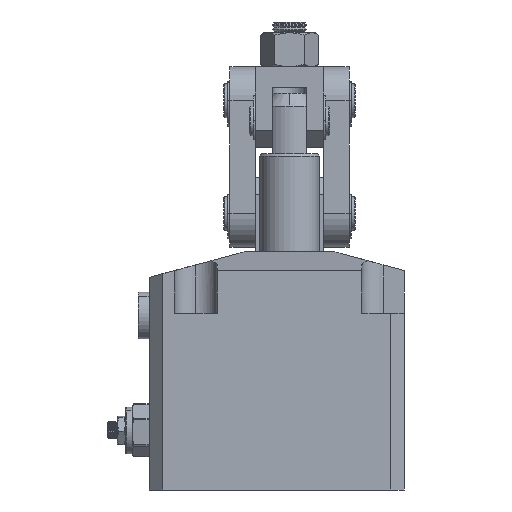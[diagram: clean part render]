
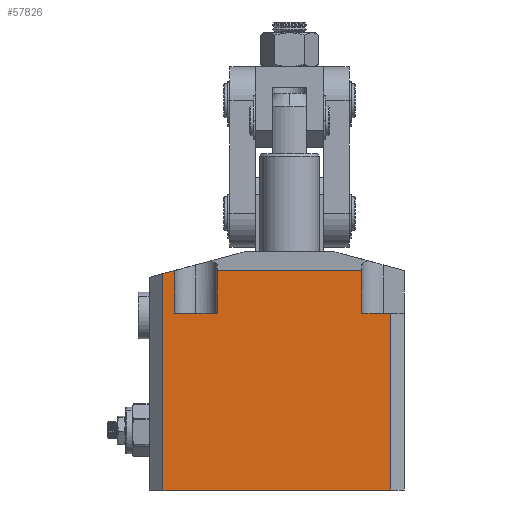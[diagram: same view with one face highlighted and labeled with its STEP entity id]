
A CAD part, left-side view. The second image highlights one B-rep face of the part: STEP entity #57826.
In plain terms, the highlighted face is planar.
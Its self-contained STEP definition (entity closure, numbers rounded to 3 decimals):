
#944 = EDGE_CURVE ( 'NONE', #7368, #8431, #53697, .T. ) ;
#2007 = ORIENTED_EDGE ( 'NONE', *, *, #10411, .T. ) ;
#2728 = CARTESIAN_POINT ( 'NONE',  ( 53.5, -112., -54. ) ) ;
#3236 = VECTOR ( 'NONE', #47209, 1000. ) ;
#3347 = CARTESIAN_POINT ( 'NONE',  ( 28., -8.842, -54. ) ) ;
#3438 = LINE ( 'NONE', #13211, #3236 ) ;
#3649 = LINE ( 'NONE', #57938, #3812 ) ;
#3757 = ORIENTED_EDGE ( 'NONE', *, *, #19408, .T. ) ;
#3812 = VECTOR ( 'NONE', #66942, 1000. ) ;
#4994 = CARTESIAN_POINT ( 'NONE',  ( -40., -29., -54. ) ) ;
#6895 = CARTESIAN_POINT ( 'NONE',  ( 0., -112., -54. ) ) ;
#7368 = VERTEX_POINT ( 'NONE', #22424 ) ;
#8157 = VERTEX_POINT ( 'NONE', #27792 ) ;
#8226 = VERTEX_POINT ( 'NONE', #26819 ) ;
#8431 = VERTEX_POINT ( 'NONE', #23054 ) ;
#8724 = VERTEX_POINT ( 'NONE', #16711 ) ;
#8740 = DIRECTION ( 'NONE',  ( 0.966, -0.259, 0. ) ) ;
#9143 = CARTESIAN_POINT ( 'NONE',  ( 48., -8.842, -54. ) ) ;
#9320 = CARTESIAN_POINT ( 'NONE',  ( 28., -112., -54. ) ) ;
#9753 = DIRECTION ( 'NONE',  ( 0., 1., 0. ) ) ;
#10367 = CARTESIAN_POINT ( 'NONE',  ( -53.5, -29., -54. ) ) ;
#10411 = EDGE_CURVE ( 'NONE', #8724, #71792, #19445, .T. ) ;
#11338 = VERTEX_POINT ( 'NONE', #4994 ) ;
#11592 = DIRECTION ( 'NONE',  ( 1., 0., 0. ) ) ;
#13211 = CARTESIAN_POINT ( 'NONE',  ( -53.5, -29., -54. ) ) ;
#14935 = EDGE_CURVE ( 'NONE', #20008, #8157, #3649, .T. ) ;
#15410 = VERTEX_POINT ( 'NONE', #36668 ) ;
#16711 = CARTESIAN_POINT ( 'NONE',  ( -40., -8.842, -54. ) ) ;
#18271 = DIRECTION ( 'NONE',  ( 1., 0., 0. ) ) ;
#19388 = VECTOR ( 'NONE', #32422, 1000. ) ;
#19408 = EDGE_CURVE ( 'NONE', #8226, #8157, #58017, .T. ) ;
#19445 = LINE ( 'NONE', #32223, #19388 ) ;
#20008 = VERTEX_POINT ( 'NONE', #2728 ) ;
#21742 = DIRECTION ( 'NONE',  ( 0., 1., 0. ) ) ;
#22424 = CARTESIAN_POINT ( 'NONE',  ( 28., -29., -54. ) ) ;
#23054 = CARTESIAN_POINT ( 'NONE',  ( 48., -29., -54. ) ) ;
#23784 = EDGE_CURVE ( 'NONE', #11338, #8724, #41239, .T. ) ;
#26158 = ORIENTED_EDGE ( 'NONE', *, *, #14935, .F. ) ;
#26291 = VERTEX_POINT ( 'NONE', #39644 ) ;
#26541 = ORIENTED_EDGE ( 'NONE', *, *, #55951, .T. ) ;
#26793 = VECTOR ( 'NONE', #49425, 1000. ) ;
#26819 = CARTESIAN_POINT ( 'NONE',  ( 48., -8.842, -54. ) ) ;
#26854 = LINE ( 'NONE', #39589, #26793 ) ;
#27121 = CARTESIAN_POINT ( 'NONE',  ( -40., -112., -54. ) ) ;
#27252 = DIRECTION ( 'NONE',  ( 0., 0., -1. ) ) ;
#27426 = EDGE_CURVE ( 'NONE', #8431, #8226, #26854, .T. ) ;
#27792 = CARTESIAN_POINT ( 'NONE',  ( 53.5, -10.316, -54. ) ) ;
#29263 = ORIENTED_EDGE ( 'NONE', *, *, #27426, .T. ) ;
#29459 = VECTOR ( 'NONE', #71465, 1000. ) ;
#30108 = LINE ( 'NONE', #9320, #29459 ) ;
#32223 = CARTESIAN_POINT ( 'NONE',  ( -53.5, -8.842, -54. ) ) ;
#32422 = DIRECTION ( 'NONE',  ( 1., 0., 0. ) ) ;
#33763 = ORIENTED_EDGE ( 'NONE', *, *, #23784, .T. ) ;
#36668 = CARTESIAN_POINT ( 'NONE',  ( -53.5, -112., -54. ) ) ;
#38900 = CARTESIAN_POINT ( 'NONE',  ( -53.5, -112., -54. ) ) ;
#39589 = CARTESIAN_POINT ( 'NONE',  ( 48., -112., -54. ) ) ;
#39644 = CARTESIAN_POINT ( 'NONE',  ( -53.5, -29., -54. ) ) ;
#41022 = VECTOR ( 'NONE', #9753, 1000. ) ;
#41239 = LINE ( 'NONE', #27121, #41022 ) ;
#46357 = EDGE_CURVE ( 'NONE', #71792, #7368, #30108, .T. ) ;
#46488 = EDGE_LOOP ( 'NONE', ( #33763, #2007, #53531, #67553, #29263, #3757, #26158, #57446, #26541, #59937 ) ) ;
#47209 = DIRECTION ( 'NONE',  ( 1., 0., 0. ) ) ;
#49425 = DIRECTION ( 'NONE',  ( 0., 1., 0. ) ) ;
#50614 = FACE_OUTER_BOUND ( 'NONE', #46488, .T. ) ;
#51853 = AXIS2_PLACEMENT_3D ( 'NONE', #72007, #27252, #66765 ) ;
#53320 = VECTOR ( 'NONE', #11592, 1000. ) ;
#53531 = ORIENTED_EDGE ( 'NONE', *, *, #46357, .T. ) ;
#53697 = LINE ( 'NONE', #10367, #53320 ) ;
#55836 = LINE ( 'NONE', #6895, #55938 ) ;
#55938 = VECTOR ( 'NONE', #18271, 1000. ) ;
#55951 = EDGE_CURVE ( 'NONE', #15410, #26291, #57983, .T. ) ;
#56694 = EDGE_CURVE ( 'NONE', #15410, #20008, #55836, .T. ) ;
#57446 = ORIENTED_EDGE ( 'NONE', *, *, #56694, .F. ) ;
#57826 = ADVANCED_FACE ( 'NONE', ( #50614 ), #66539, .T. ) ;
#57938 = CARTESIAN_POINT ( 'NONE',  ( 53.5, -112., -54. ) ) ;
#57951 = VECTOR ( 'NONE', #8740, 1000. ) ;
#57983 = LINE ( 'NONE', #38900, #58105 ) ;
#58017 = LINE ( 'NONE', #9143, #57951 ) ;
#58105 = VECTOR ( 'NONE', #21742, 1000. ) ;
#59937 = ORIENTED_EDGE ( 'NONE', *, *, #71384, .T. ) ;
#66539 = PLANE ( 'NONE',  #51853 ) ;
#66765 = DIRECTION ( 'NONE',  ( -1., 0., 0. ) ) ;
#66942 = DIRECTION ( 'NONE',  ( 0., 1., 0. ) ) ;
#67553 = ORIENTED_EDGE ( 'NONE', *, *, #944, .T. ) ;
#71384 = EDGE_CURVE ( 'NONE', #26291, #11338, #3438, .T. ) ;
#71465 = DIRECTION ( 'NONE',  ( 0., -1., 0. ) ) ;
#71792 = VERTEX_POINT ( 'NONE', #3347 ) ;
#72007 = CARTESIAN_POINT ( 'NONE',  ( -53.5, -112., -54. ) ) ;
